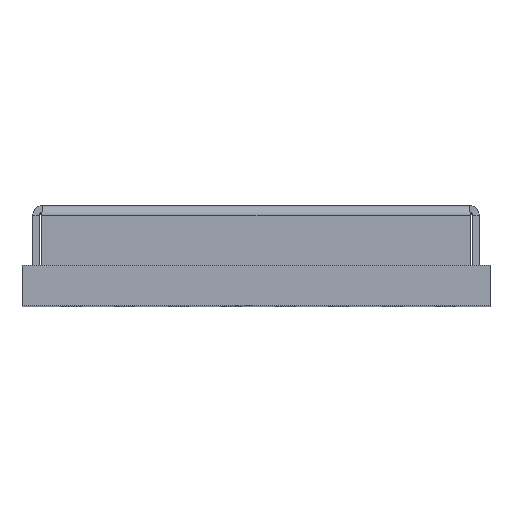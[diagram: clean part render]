
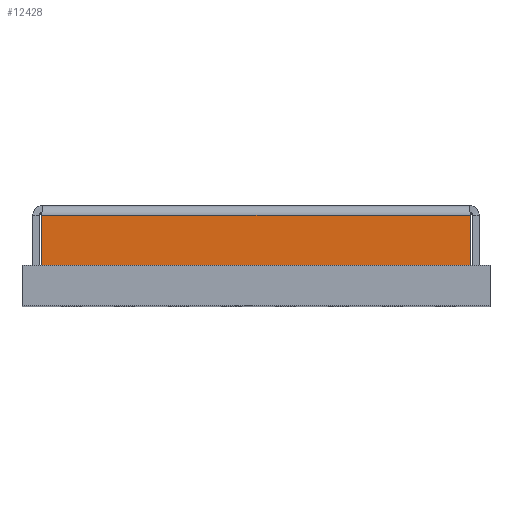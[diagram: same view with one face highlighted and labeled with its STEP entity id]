
A CAD part, top view. The second image highlights one B-rep face of the part: STEP entity #12428.
In plain terms, the highlighted planar face has unit normal (0, 0, 1).
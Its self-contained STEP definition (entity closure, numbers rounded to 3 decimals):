
#147 = FACE_OUTER_BOUND ( 'NONE', #9361, .T. ) ;
#215 = VECTOR ( 'NONE', #705, 1000. ) ;
#679 = DIRECTION ( 'NONE',  ( 1., 0., 0. ) ) ;
#705 = DIRECTION ( 'NONE',  ( -1., 0., 0. ) ) ;
#1837 = CARTESIAN_POINT ( 'NONE',  ( 3.204, 1.4, 4.34 ) ) ;
#2072 = LINE ( 'NONE', #9715, #2415 ) ;
#2245 = CARTESIAN_POINT ( 'NONE',  ( 3.204, 1.35, 4.34 ) ) ;
#2313 = CARTESIAN_POINT ( 'NONE',  ( -3.204, 0., 4.34 ) ) ;
#2415 = VECTOR ( 'NONE', #679, 1000. ) ;
#3736 = CARTESIAN_POINT ( 'NONE',  ( 3.34, 0.6, 4.34 ) ) ;
#3896 = EDGE_CURVE ( 'NONE', #10974, #6059, #2072, .T. ) ;
#4026 = ORIENTED_EDGE ( 'NONE', *, *, #10846, .F. ) ;
#4064 = CARTESIAN_POINT ( 'NONE',  ( -3.204, 0.6, 4.34 ) ) ;
#4302 = VECTOR ( 'NONE', #11855, 1000. ) ;
#4716 = DIRECTION ( 'NONE',  ( 0., 0., -1. ) ) ;
#5441 = VECTOR ( 'NONE', #6377, 1000. ) ;
#5462 = ORIENTED_EDGE ( 'NONE', *, *, #9366, .F. ) ;
#6058 = LINE ( 'NONE', #2313, #5441 ) ;
#6059 = VERTEX_POINT ( 'NONE', #2245 ) ;
#6095 = CARTESIAN_POINT ( 'NONE',  ( -3.204, 1.35, 4.34 ) ) ;
#6270 = CARTESIAN_POINT ( 'NONE',  ( 3.204, 0.6, 4.34 ) ) ;
#6377 = DIRECTION ( 'NONE',  ( 0., -1., 0. ) ) ;
#6776 = PLANE ( 'NONE',  #10055 ) ;
#8095 = VERTEX_POINT ( 'NONE', #6270 ) ;
#8677 = LINE ( 'NONE', #1837, #4302 ) ;
#8778 = DIRECTION ( 'NONE',  ( 0., 1., 0. ) ) ;
#9361 = EDGE_LOOP ( 'NONE', ( #10437, #11501, #5462, #4026 ) ) ;
#9366 = EDGE_CURVE ( 'NONE', #8095, #11565, #11705, .T. ) ;
#9583 = EDGE_CURVE ( 'NONE', #10974, #11565, #6058, .T. ) ;
#9715 = CARTESIAN_POINT ( 'NONE',  ( 3.34, 1.35, 4.34 ) ) ;
#10055 = AXIS2_PLACEMENT_3D ( 'NONE', #10704, #4716, #8778 ) ;
#10437 = ORIENTED_EDGE ( 'NONE', *, *, #3896, .F. ) ;
#10704 = CARTESIAN_POINT ( 'NONE',  ( 0., 0., 4.34 ) ) ;
#10846 = EDGE_CURVE ( 'NONE', #6059, #8095, #8677, .T. ) ;
#10974 = VERTEX_POINT ( 'NONE', #6095 ) ;
#11501 = ORIENTED_EDGE ( 'NONE', *, *, #9583, .T. ) ;
#11565 = VERTEX_POINT ( 'NONE', #4064 ) ;
#11705 = LINE ( 'NONE', #3736, #215 ) ;
#11855 = DIRECTION ( 'NONE',  ( 0., -1., 0. ) ) ;
#12428 = ADVANCED_FACE ( 'NONE', ( #147 ), #6776, .F. ) ;
